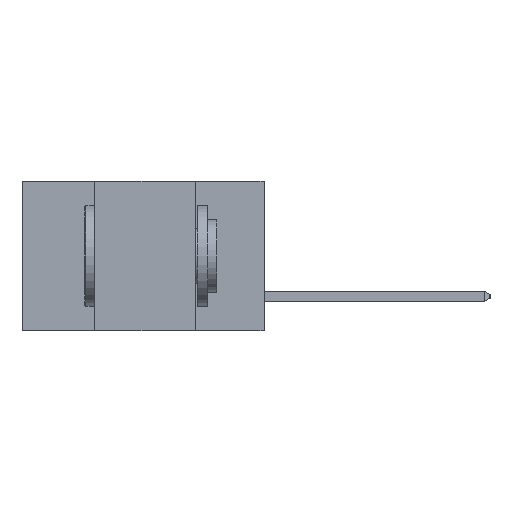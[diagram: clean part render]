
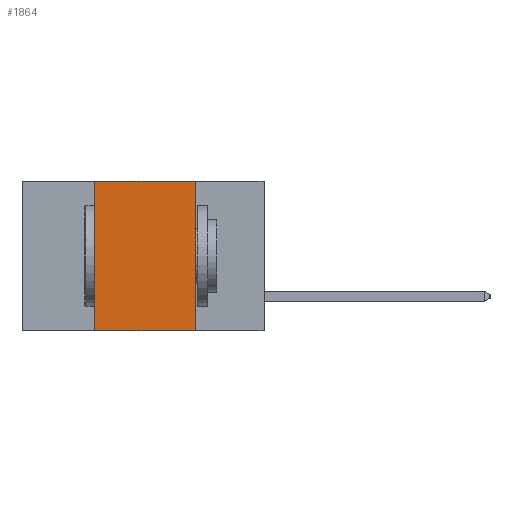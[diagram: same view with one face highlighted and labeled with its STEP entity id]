
A CAD part, left-side view. The second image highlights one B-rep face of the part: STEP entity #1864.
In plain terms, the highlighted planar face has unit normal (-1, 0, 0).
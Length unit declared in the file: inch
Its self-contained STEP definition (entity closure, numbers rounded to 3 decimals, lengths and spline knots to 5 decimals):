
#1158 = CARTESIAN_POINT ( 'NONE',  ( 0., 0.17, 0. ) ) ;
#1234 = ORIENTED_EDGE ( 'NONE', *, *, #5045, .F. ) ;
#1864 = ADVANCED_FACE ( 'NONE', ( #13530 ), #16988, .F. ) ;
#2031 = LINE ( 'NONE', #20429, #11980 ) ;
#2078 = EDGE_CURVE ( 'NONE', #23528, #2795, #12598, .T. ) ;
#2131 = DIRECTION ( 'NONE',  ( 0., 0., 1. ) ) ;
#2733 = EDGE_CURVE ( 'NONE', #14164, #2795, #2031, .T. ) ;
#2795 = VERTEX_POINT ( 'NONE', #10349 ) ;
#3264 = AXIS2_PLACEMENT_3D ( 'NONE', #17030, #23084, #23888 ) ;
#3940 = CARTESIAN_POINT ( 'NONE',  ( 0., 0.42, 0. ) ) ;
#5045 = EDGE_CURVE ( 'NONE', #14164, #10375, #13708, .T. ) ;
#7280 = VECTOR ( 'NONE', #15273, 39.37008 ) ;
#7816 = ORIENTED_EDGE ( 'NONE', *, *, #2733, .T. ) ;
#7848 = EDGE_CURVE ( 'NONE', #10375, #23528, #23767, .T. ) ;
#9731 = CARTESIAN_POINT ( 'NONE',  ( 0., 0.17, 0. ) ) ;
#10349 = CARTESIAN_POINT ( 'NONE',  ( 0., 0.17, -0.37 ) ) ;
#10375 = VERTEX_POINT ( 'NONE', #3940 ) ;
#11980 = VECTOR ( 'NONE', #13920, 39.37008 ) ;
#12598 = LINE ( 'NONE', #9731, #7280 ) ;
#13530 = FACE_OUTER_BOUND ( 'NONE', #19747, .T. ) ;
#13594 = VECTOR ( 'NONE', #20439, 39.37008 ) ;
#13708 = LINE ( 'NONE', #15472, #23309 ) ;
#13920 = DIRECTION ( 'NONE',  ( 0., -1., 0. ) ) ;
#14164 = VERTEX_POINT ( 'NONE', #17719 ) ;
#14926 = ORIENTED_EDGE ( 'NONE', *, *, #7848, .F. ) ;
#15273 = DIRECTION ( 'NONE',  ( 0., 0., -1. ) ) ;
#15472 = CARTESIAN_POINT ( 'NONE',  ( 0., 0.42, 0. ) ) ;
#16988 = PLANE ( 'NONE',  #3264 ) ;
#17030 = CARTESIAN_POINT ( 'NONE',  ( 0., 0.6, 0. ) ) ;
#17122 = ORIENTED_EDGE ( 'NONE', *, *, #2078, .F. ) ;
#17719 = CARTESIAN_POINT ( 'NONE',  ( 0., 0.42, -0.37 ) ) ;
#19747 = EDGE_LOOP ( 'NONE', ( #17122, #14926, #1234, #7816 ) ) ;
#20429 = CARTESIAN_POINT ( 'NONE',  ( 0., 0.6, -0.37 ) ) ;
#20439 = DIRECTION ( 'NONE',  ( 0., -1., 0. ) ) ;
#21610 = CARTESIAN_POINT ( 'NONE',  ( 0., 0.6, 0. ) ) ;
#23084 = DIRECTION ( 'NONE',  ( 1., 0., 0. ) ) ;
#23309 = VECTOR ( 'NONE', #2131, 39.37008 ) ;
#23528 = VERTEX_POINT ( 'NONE', #1158 ) ;
#23767 = LINE ( 'NONE', #21610, #13594 ) ;
#23888 = DIRECTION ( 'NONE',  ( 0., 0., -1. ) ) ;
